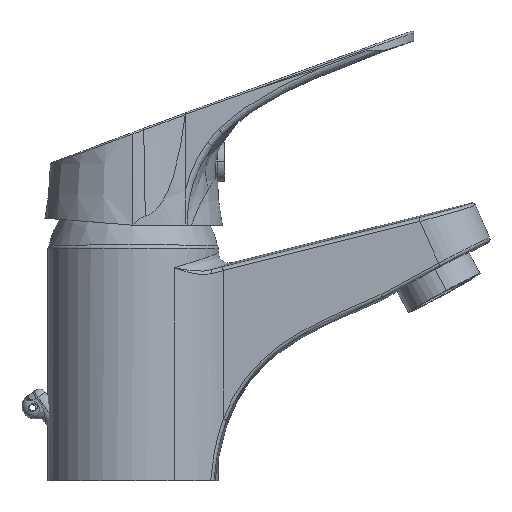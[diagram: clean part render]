
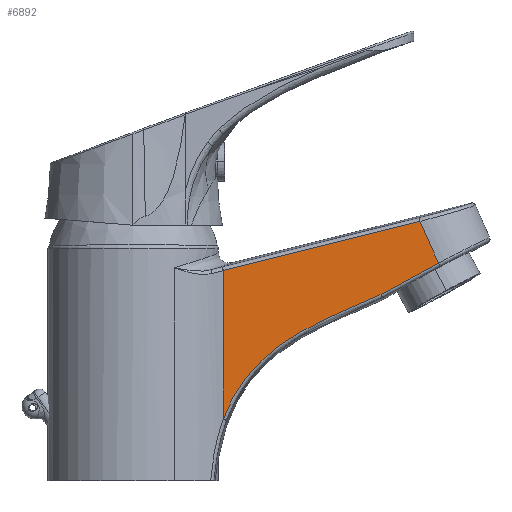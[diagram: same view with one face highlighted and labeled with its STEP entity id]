
A CAD part, top view. The second image highlights one B-rep face of the part: STEP entity #6892.
In plain terms, the highlighted planar face has unit normal (0.018, 0, 1).
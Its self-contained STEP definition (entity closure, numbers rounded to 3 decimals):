
#66 = PLANE ( 'NONE',  #13809 ) ;
#104 = ORIENTED_EDGE ( 'NONE', *, *, #8647, .T. ) ;
#909 = CARTESIAN_POINT ( 'NONE',  ( 86.794, 61.788, 16.485 ) ) ;
#1689 = ORIENTED_EDGE ( 'NONE', *, *, #14130, .T. ) ;
#1796 = CARTESIAN_POINT ( 'NONE',  ( 0., 0., 18. ) ) ;
#2844 = DIRECTION ( 'NONE',  ( 0., -1., 0. ) ) ;
#2980 = CARTESIAN_POINT ( 'NONE',  ( 83.339, 69.77, 16.545 ) ) ;
#3251 = CARTESIAN_POINT ( 'NONE',  ( 70.493, 52.946, 16.77 ) ) ;
#3341 = CARTESIAN_POINT ( 'NONE',  ( 86.861, 61.824, 16.484 ) ) ;
#5006 = CARTESIAN_POINT ( 'NONE',  ( 29.914, 26.297, 17.478 ) ) ;
#5109 = VERTEX_POINT ( 'NONE', #21724 ) ;
#5130 = CARTESIAN_POINT ( 'NONE',  ( 27.497, 22.034, 17.52 ) ) ;
#6584 = CARTESIAN_POINT ( 'NONE',  ( 86.861, 61.824, 16.484 ) ) ;
#6609 = LINE ( 'NONE', #13870, #23538 ) ;
#6871 = CARTESIAN_POINT ( 'NONE',  ( 25.595, 17.472, 17.553 ) ) ;
#6892 = ADVANCED_FACE ( 'NONE', ( #22928 ), #66, .T. ) ;
#6988 = CARTESIAN_POINT ( 'NONE',  ( 46.01, 41.33, 17.197 ) ) ;
#7073 = CARTESIAN_POINT ( 'NONE',  ( 85.1, 65.797, 16.515 ) ) ;
#8526 = DIRECTION ( 'NONE',  ( 0.879, 0.477, -0.015 ) ) ;
#8624 = CARTESIAN_POINT ( 'NONE',  ( 39.881, 37.164, 17.304 ) ) ;
#8647 = EDGE_CURVE ( 'NONE', #22753, #21939, #14151, .T. ) ;
#8878 = CARTESIAN_POINT ( 'NONE',  ( 33.676, 31.197, 17.412 ) ) ;
#9115 = CARTESIAN_POINT ( 'NONE',  ( 44.953, 40.679, 17.215 ) ) ;
#9886 = ORIENTED_EDGE ( 'NONE', *, *, #10159, .T. ) ;
#10159 = EDGE_CURVE ( 'NONE', #21939, #5109, #16955, .T. ) ;
#10375 = CARTESIAN_POINT ( 'NONE',  ( 25.595, 59.75, 17.553 ) ) ;
#11106 = VERTEX_POINT ( 'NONE', #10375 ) ;
#11270 = EDGE_CURVE ( 'NONE', #19639, #22753, #14758, .T. ) ;
#11703 = VECTOR ( 'NONE', #2844, 1000. ) ;
#11757 = ORIENTED_EDGE ( 'NONE', *, *, #11270, .T. ) ;
#12379 = DIRECTION ( 'NONE',  ( -0.97, -0.242, 0.017 ) ) ;
#12631 = CARTESIAN_POINT ( 'NONE',  ( 49.225, 43.17, 17.141 ) ) ;
#12744 = CARTESIAN_POINT ( 'NONE',  ( 54.721, 45.953, 17.045 ) ) ;
#13809 = AXIS2_PLACEMENT_3D ( 'NONE', #1796, #15435, #19322 ) ;
#13870 = CARTESIAN_POINT ( 'NONE',  ( 25.83, 59.809, 17.549 ) ) ;
#14130 = EDGE_CURVE ( 'NONE', #5109, #11106, #6609, .T. ) ;
#14151 = LINE ( 'NONE', #909, #14322 ) ;
#14219 = LINE ( 'NONE', #14473, #11703 ) ;
#14322 = VECTOR ( 'NONE', #8526, 1000. ) ;
#14384 = CARTESIAN_POINT ( 'NONE',  ( 48.145, 42.575, 17.16 ) ) ;
#14473 = CARTESIAN_POINT ( 'NONE',  ( 25.595, 0., 17.553 ) ) ;
#14510 = CARTESIAN_POINT ( 'NONE',  ( 33.27, 30.724, 17.419 ) ) ;
#14758 = B_SPLINE_CURVE_WITH_KNOTS ( 'NONE', 3,
 ( #6871, #18398, #5130, #5006, #21873, #14510, #8878, #18276, #20023, #22135, #24120, #8624, #22003, #9115, #6988, #14384, #12631, #16756, #12744, #18526, #20386, #3251 ),
 .UNSPECIFIED., .F., .F.,
 ( 4, 2, 2, 2, 2, 2, 2, 2, 2, 2, 4 ),
 ( 0., 0.007, 0.015, 0.017, 0.018, 0.022, 0.029, 0.033, 0.037, 0.044, 0.059 ),
 .UNSPECIFIED. ) ;
#15435 = DIRECTION ( 'NONE',  ( 0.017, 0., 1. ) ) ;
#15994 = CARTESIAN_POINT ( 'NONE',  ( 25.595, 17.472, 17.553 ) ) ;
#16485 = CARTESIAN_POINT ( 'NONE',  ( 81.578, 73.743, 16.576 ) ) ;
#16756 = CARTESIAN_POINT ( 'NONE',  ( 52.498, 44.891, 17.084 ) ) ;
#16955 = B_SPLINE_CURVE_WITH_KNOTS ( 'NONE', 3,
 ( #6584, #7073, #2980, #16485 ),
 .UNSPECIFIED., .F., .F.,
 ( 4, 4 ),
 ( 0.095, 0.903 ),
 .UNSPECIFIED. ) ;
#17400 = EDGE_LOOP ( 'NONE', ( #9886, #1689, #20380, #11757, #104 ) ) ;
#17472 = CARTESIAN_POINT ( 'NONE',  ( 70.493, 52.946, 16.77 ) ) ;
#18276 = CARTESIAN_POINT ( 'NONE',  ( 34.502, 32.12, 17.398 ) ) ;
#18398 = CARTESIAN_POINT ( 'NONE',  ( 26.465, 19.8, 17.538 ) ) ;
#18526 = CARTESIAN_POINT ( 'NONE',  ( 61.449, 49.015, 16.927 ) ) ;
#19322 = DIRECTION ( 'NONE',  ( 0., -1., 0. ) ) ;
#19639 = VERTEX_POINT ( 'NONE', #15994 ) ;
#20023 = CARTESIAN_POINT ( 'NONE',  ( 34.924, 32.571, 17.39 ) ) ;
#20380 = ORIENTED_EDGE ( 'NONE', *, *, #21404, .T. ) ;
#20386 = CARTESIAN_POINT ( 'NONE',  ( 66.015, 50.89, 16.848 ) ) ;
#21404 = EDGE_CURVE ( 'NONE', #11106, #19639, #14219, .T. ) ;
#21724 = CARTESIAN_POINT ( 'NONE',  ( 81.578, 73.743, 16.576 ) ) ;
#21873 = CARTESIAN_POINT ( 'NONE',  ( 31.301, 28.325, 17.454 ) ) ;
#21939 = VERTEX_POINT ( 'NONE', #3341 ) ;
#22003 = CARTESIAN_POINT ( 'NONE',  ( 41.852, 38.638, 17.269 ) ) ;
#22135 = CARTESIAN_POINT ( 'NONE',  ( 36.215, 33.895, 17.368 ) ) ;
#22753 = VERTEX_POINT ( 'NONE', #17472 ) ;
#22928 = FACE_OUTER_BOUND ( 'NONE', #17400, .T. ) ;
#23538 = VECTOR ( 'NONE', #12379, 1000. ) ;
#24120 = CARTESIAN_POINT ( 'NONE',  ( 37.108, 34.739, 17.352 ) ) ;
